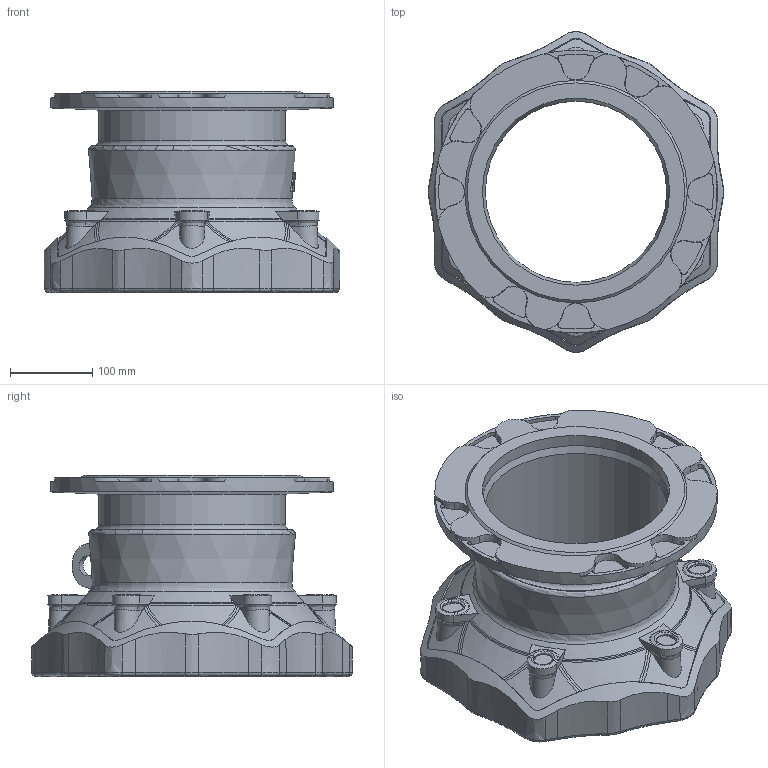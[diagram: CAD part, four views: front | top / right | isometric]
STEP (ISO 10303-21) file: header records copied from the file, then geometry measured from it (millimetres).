
FILE_DESCRIPTION (( 'STEP AP203' ), '1' );
FILE_NAME ('O_633_00_DN200_AA1_step.step', '2016-05-19T07:53:13', ( 'Windows User' ), ( 'AVK' ), 'SwSTEP 2.0', 'SolidWorks 2012', '' );
FILE_SCHEMA (( 'CONFIG_CONTROL_DESIGN' ));
Length unit declared in the file: millimetre
Products named in the file (1): O_633_00_DN200_AA1_step
Bounding box: 358.6 x 389.17 x 244 mm (x, y, z)
Volume: 6974881.1 mm3; surface area: 612574.5 mm2
Topology: 1 solids, 1 shells, 455 faces, 1254 edges, 794 vertices
Faces by surface type: bspline 242, plane 94, cone 52, cylinder 34, torus 33
Full cylindrical faces by diameter (mm): 25 x1, 220 x1, 227 x3, 343 x1
Entity records: 31809 total; most frequent: CARTESIAN_POINT 22458, ORIENTED_EDGE 2410, DIRECTION 1278, EDGE_CURVE 1205, VERTEX_POINT 780, B_SPLINE_CURVE_WITH_KNOTS 670, AXIS2_PLACEMENT_3D 562, EDGE_LOOP 485
